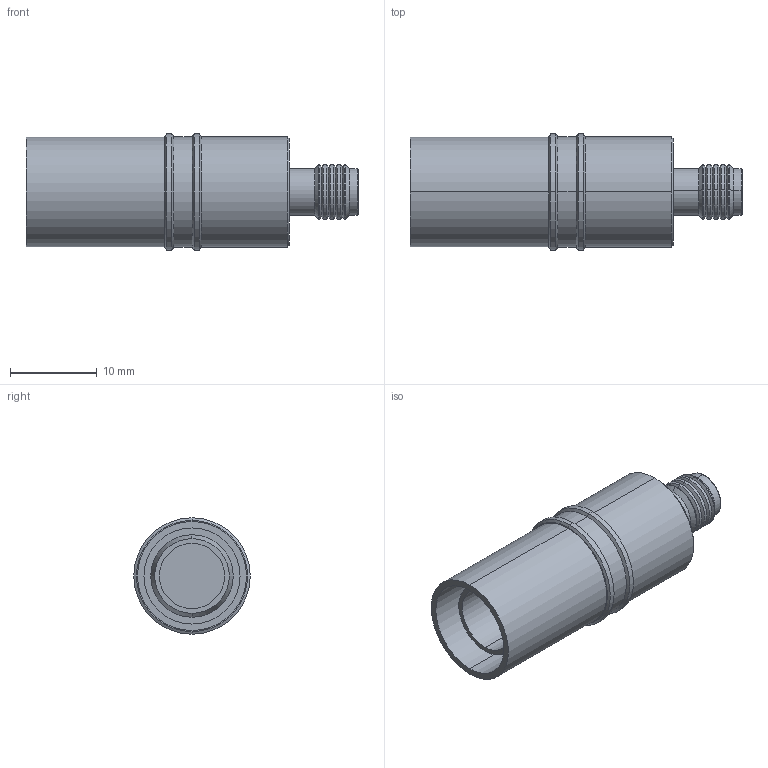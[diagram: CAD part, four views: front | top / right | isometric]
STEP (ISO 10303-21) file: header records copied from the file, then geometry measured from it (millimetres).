
FILE_DESCRIPTION (( 'STEP AP203' ), '1' );
FILE_NAME ('3190-6174(TC-400-SF-X).STEP', '2019-05-06T03:15:29', ( '' ), ( '' ), 'SwSTEP 2.0', 'SolidWorks 2017', '' );
FILE_SCHEMA (( 'CONFIG_CONTROL_DESIGN' ));
Length unit declared in the file: millimetre
Products named in the file (1): 3190-6174(TC-400-SF-X)
Bounding box: 38.23 x 13.4 x 13.4 mm (x, y, z)
Volume: 2797.7 mm3; surface area: 3025 mm2
Topology: 2 solids, 3 shells, 104 faces, 220 edges, 129 vertices
Faces by surface type: cylinder 46, cone 36, plane 20, bspline 2
Entity records: 2891 total; most frequent: CARTESIAN_POINT 536, DIRECTION 528, ORIENTED_EDGE 436, EDGE_CURVE 218, AXIS2_PLACEMENT_3D 217, VERTEX_POINT 129, CIRCLE 114, EDGE_LOOP 113
